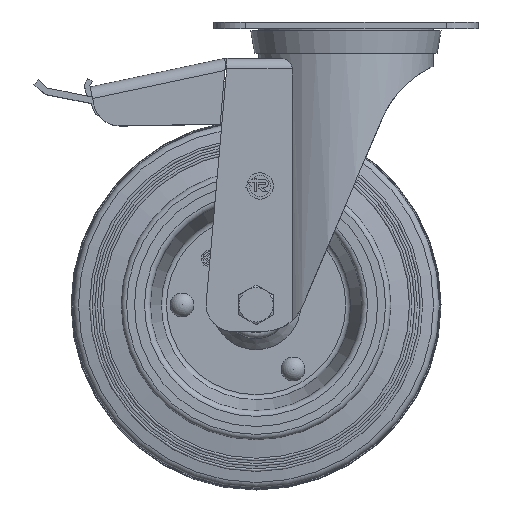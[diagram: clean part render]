
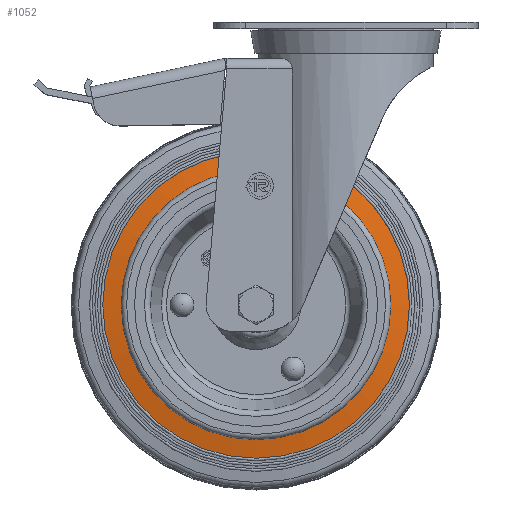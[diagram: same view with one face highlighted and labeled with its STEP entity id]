
A CAD part, top view. The second image highlights one B-rep face of the part: STEP entity #1052.
In plain terms, the highlighted conical face has half-angle 80 degrees and reference radius 51 mm.
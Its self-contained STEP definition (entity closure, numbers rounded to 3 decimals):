
#1052 = ADVANCED_FACE( '', ( #2261, #2262 ), #2263, .T. );
#2261 = FACE_OUTER_BOUND( '', #3623, .T. );
#2262 = FACE_BOUND( '', #3624, .T. );
#2263 = CONICAL_SURFACE( '', #3625, 51., 1.396 );
#3623 = EDGE_LOOP( '', ( #6335 ) );
#3624 = EDGE_LOOP( '', ( #6336 ) );
#3625 = AXIS2_PLACEMENT_3D( '', #6337, #6338, #6339 );
#6335 = ORIENTED_EDGE( '', *, *, #8666, .T. );
#6336 = ORIENTED_EDGE( '', *, *, #8667, .F. );
#6337 = CARTESIAN_POINT( '', ( 38., 0., 0. ) );
#6338 = DIRECTION( '', ( -1., 0., 0. ) );
#6339 = DIRECTION( '', ( 0., 0., 1. ) );
#8666 = EDGE_CURVE( '', #10592, #10592, #10593, .T. );
#8667 = EDGE_CURVE( '', #10594, #10594, #10595, .T. );
#10592 = VERTEX_POINT( '', #13333 );
#10593 = CIRCLE( '', #13334, 58.008 );
#10594 = VERTEX_POINT( '', #13335 );
#10595 = CIRCLE( '', #13336, 51. );
#13333 = CARTESIAN_POINT( '', ( 36.764, 0., -58.008 ) );
#13334 = AXIS2_PLACEMENT_3D( '', #15158, #15159, #15160 );
#13335 = CARTESIAN_POINT( '', ( 38., 0., -51. ) );
#13336 = AXIS2_PLACEMENT_3D( '', #15161, #15162, #15163 );
#15158 = CARTESIAN_POINT( '', ( 36.764, 0., 0. ) );
#15159 = DIRECTION( '', ( 1., 0., 0. ) );
#15160 = DIRECTION( '', ( 0., 0., -1. ) );
#15161 = CARTESIAN_POINT( '', ( 38., 0., 0. ) );
#15162 = DIRECTION( '', ( 1., 0., 0. ) );
#15163 = DIRECTION( '', ( 0., 0., -1. ) );
